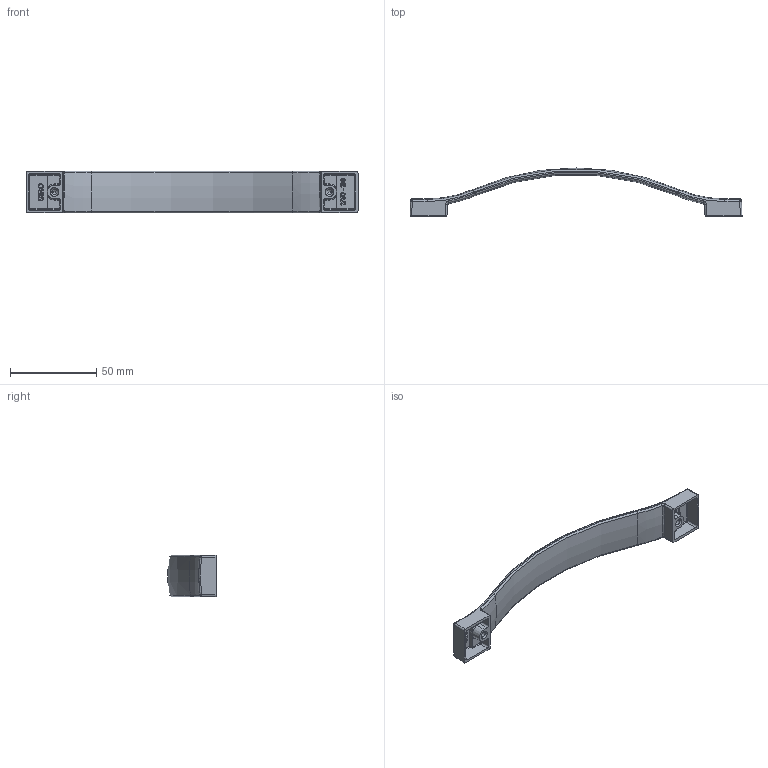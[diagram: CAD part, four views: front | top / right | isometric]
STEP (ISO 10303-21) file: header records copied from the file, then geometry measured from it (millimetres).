
FILE_DESCRIPTION(('Creo Elements/Direct Modeling STEP Export'),'2;1');
FILE_NAME('1750-193.stp','2023-01-23T 9:46:54',(''),(''),'Creo Elements/Direct Modeling STEP processor for AP214 (Solid Model)','Creo Elements/Direct Modeling 20.0 12-Nov-2016 (C) Parametric Technology GmbH','');
FILE_SCHEMA(('AUTOMOTIVE_DESIGN { 1 0 10303 214 1 1 1 1 }'));
Length unit declared in the file: millimetre
Products named in the file (2): 1750-193_
Assembly tree (1 placements, depth 2):
  1750-193_
    1750-193_
Bounding box: 193 x 27.93 x 24 mm (x, y, z)
Volume: 18264.5 mm3; surface area: 13050.2 mm2
Topology: 1 solids, 1 shells, 654 faces, 1828 edges, 1194 vertices
Faces by surface type: plane 538, cylinder 52, bspline 32, torus 22, cone 10
Entity records: 23509 total; most frequent: CARTESIAN_POINT 6996, ORIENTED_EDGE 3648, DIRECTION 3030, EDGE_CURVE 1824, VECTOR 1602, LINE 1602, VERTEX_POINT 1194, AXIS2_PLACEMENT_3D 714
